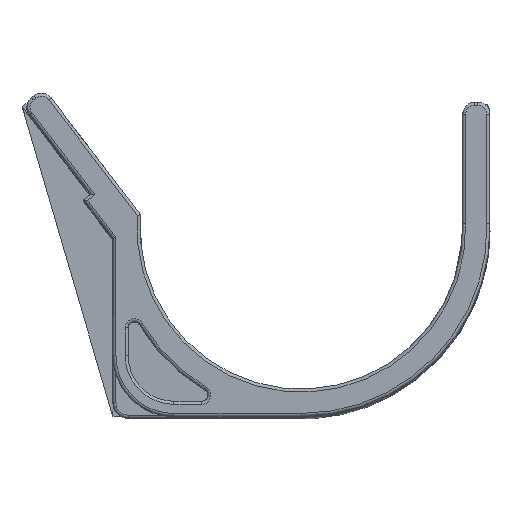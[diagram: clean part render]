
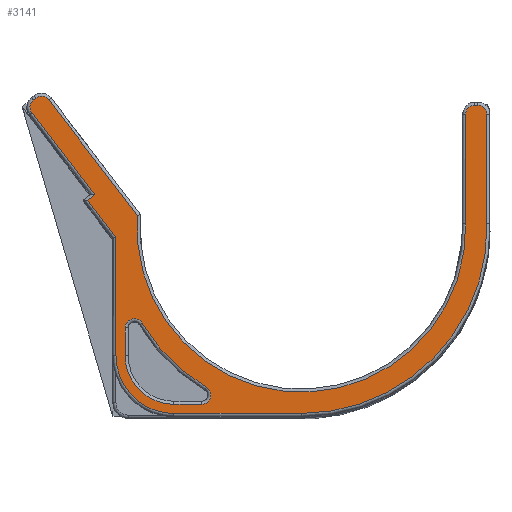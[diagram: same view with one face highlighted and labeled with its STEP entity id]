
A CAD part, top view. The second image highlights one B-rep face of the part: STEP entity #3141.
In plain terms, the highlighted planar face has unit normal (0, 0, 1).
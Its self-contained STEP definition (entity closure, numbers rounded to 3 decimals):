
#89=FACE_BOUND('',#475,.T.);
#166=PLANE('',#3421);
#289=FACE_OUTER_BOUND('',#474,.T.);
#474=EDGE_LOOP('',(#2548,#2549,#2550,#2551,#2552,#2553,#2554,#2555,#2556,
#2557,#2558,#2559,#2560,#2561,#2562,#2563,#2564));
#475=EDGE_LOOP('',(#2565,#2566,#2567,#2568,#2569,#2570));
#705=LINE('',#5789,#970);
#706=LINE('',#5812,#971);
#713=LINE('',#5834,#978);
#714=LINE('',#5838,#979);
#715=LINE('',#5842,#980);
#716=LINE('',#5846,#981);
#717=LINE('',#5850,#982);
#718=LINE('',#5854,#983);
#719=LINE('',#5856,#984);
#720=LINE('',#5858,#985);
#721=LINE('',#5860,#986);
#722=LINE('',#5864,#987);
#970=VECTOR('',#4056,10.);
#971=VECTOR('',#4085,10.);
#978=VECTOR('',#4110,10.);
#979=VECTOR('',#4113,10.);
#980=VECTOR('',#4116,10.);
#981=VECTOR('',#4119,10.);
#982=VECTOR('',#4122,10.);
#983=VECTOR('',#4125,10.);
#984=VECTOR('',#4126,10.);
#985=VECTOR('',#4127,10.);
#986=VECTOR('',#4128,10.);
#987=VECTOR('',#4131,10.);
#1158=CIRCLE('',#3401,1.5);
#1161=CIRCLE('',#3405,30.5);
#1164=CIRCLE('',#3409,1.5);
#1167=CIRCLE('',#3414,8.);
#1171=CIRCLE('',#3422,1.5);
#1172=CIRCLE('',#3423,1.5);
#1173=CIRCLE('',#3424,27.);
#1174=CIRCLE('',#3425,1.5);
#1175=CIRCLE('',#3426,1.5);
#1176=CIRCLE('',#3427,9.5);
#1177=CIRCLE('',#3428,30.5);
#1403=VERTEX_POINT('',#5782);
#1406=VERTEX_POINT('',#5787);
#1408=VERTEX_POINT('',#5792);
#1410=VERTEX_POINT('',#5798);
#1412=VERTEX_POINT('',#5804);
#1414=VERTEX_POINT('',#5810);
#1419=VERTEX_POINT('',#5832);
#1420=VERTEX_POINT('',#5833);
#1421=VERTEX_POINT('',#5835);
#1422=VERTEX_POINT('',#5837);
#1423=VERTEX_POINT('',#5839);
#1424=VERTEX_POINT('',#5841);
#1425=VERTEX_POINT('',#5843);
#1426=VERTEX_POINT('',#5845);
#1427=VERTEX_POINT('',#5847);
#1428=VERTEX_POINT('',#5849);
#1429=VERTEX_POINT('',#5851);
#1430=VERTEX_POINT('',#5853);
#1431=VERTEX_POINT('',#5855);
#1432=VERTEX_POINT('',#5857);
#1433=VERTEX_POINT('',#5859);
#1434=VERTEX_POINT('',#5861);
#1435=VERTEX_POINT('',#5863);
#1791=EDGE_CURVE('',#1406,#1403,#705,.T.);
#1793=EDGE_CURVE('',#1408,#1406,#1158,.T.);
#1796=EDGE_CURVE('',#1410,#1408,#1161,.T.);
#1799=EDGE_CURVE('',#1412,#1410,#1164,.T.);
#1802=EDGE_CURVE('',#1414,#1412,#706,.T.);
#1804=EDGE_CURVE('',#1403,#1414,#1167,.T.);
#1813=EDGE_CURVE('',#1419,#1420,#713,.T.);
#1814=EDGE_CURVE('',#1421,#1419,#1171,.T.);
#1815=EDGE_CURVE('',#1422,#1421,#714,.T.);
#1816=EDGE_CURVE('',#1423,#1422,#1172,.T.);
#1817=EDGE_CURVE('',#1424,#1423,#715,.T.);
#1818=EDGE_CURVE('',#1425,#1424,#1173,.T.);
#1819=EDGE_CURVE('',#1426,#1425,#716,.T.);
#1820=EDGE_CURVE('',#1427,#1426,#1174,.T.);
#1821=EDGE_CURVE('',#1428,#1427,#717,.T.);
#1822=EDGE_CURVE('',#1429,#1428,#1175,.T.);
#1823=EDGE_CURVE('',#1430,#1429,#718,.T.);
#1824=EDGE_CURVE('',#1431,#1430,#719,.T.);
#1825=EDGE_CURVE('',#1432,#1431,#720,.T.);
#1826=EDGE_CURVE('',#1433,#1432,#721,.T.);
#1827=EDGE_CURVE('',#1434,#1433,#1176,.T.);
#1828=EDGE_CURVE('',#1435,#1434,#722,.T.);
#1829=EDGE_CURVE('',#1420,#1435,#1177,.T.);
#2548=ORIENTED_EDGE('',*,*,#1813,.F.);
#2549=ORIENTED_EDGE('',*,*,#1814,.F.);
#2550=ORIENTED_EDGE('',*,*,#1815,.F.);
#2551=ORIENTED_EDGE('',*,*,#1816,.F.);
#2552=ORIENTED_EDGE('',*,*,#1817,.F.);
#2553=ORIENTED_EDGE('',*,*,#1818,.F.);
#2554=ORIENTED_EDGE('',*,*,#1819,.F.);
#2555=ORIENTED_EDGE('',*,*,#1820,.F.);
#2556=ORIENTED_EDGE('',*,*,#1821,.F.);
#2557=ORIENTED_EDGE('',*,*,#1822,.F.);
#2558=ORIENTED_EDGE('',*,*,#1823,.F.);
#2559=ORIENTED_EDGE('',*,*,#1824,.F.);
#2560=ORIENTED_EDGE('',*,*,#1825,.F.);
#2561=ORIENTED_EDGE('',*,*,#1826,.F.);
#2562=ORIENTED_EDGE('',*,*,#1827,.F.);
#2563=ORIENTED_EDGE('',*,*,#1828,.F.);
#2564=ORIENTED_EDGE('',*,*,#1829,.F.);
#2565=ORIENTED_EDGE('',*,*,#1791,.F.);
#2566=ORIENTED_EDGE('',*,*,#1793,.F.);
#2567=ORIENTED_EDGE('',*,*,#1796,.F.);
#2568=ORIENTED_EDGE('',*,*,#1799,.F.);
#2569=ORIENTED_EDGE('',*,*,#1802,.F.);
#2570=ORIENTED_EDGE('',*,*,#1804,.F.);
#3141=ADVANCED_FACE('',(#289,#89),#166,.F.);
#3401=AXIS2_PLACEMENT_3D('',#5794,#4061,#4062);
#3405=AXIS2_PLACEMENT_3D('',#5800,#4069,#4070);
#3409=AXIS2_PLACEMENT_3D('',#5806,#4077,#4078);
#3414=AXIS2_PLACEMENT_3D('',#5815,#4089,#4090);
#3421=AXIS2_PLACEMENT_3D('',#5831,#4108,#4109);
#3422=AXIS2_PLACEMENT_3D('',#5836,#4111,#4112);
#3423=AXIS2_PLACEMENT_3D('',#5840,#4114,#4115);
#3424=AXIS2_PLACEMENT_3D('',#5844,#4117,#4118);
#3425=AXIS2_PLACEMENT_3D('',#5848,#4120,#4121);
#3426=AXIS2_PLACEMENT_3D('',#5852,#4123,#4124);
#3427=AXIS2_PLACEMENT_3D('',#5862,#4129,#4130);
#3428=AXIS2_PLACEMENT_3D('',#5865,#4132,#4133);
#4056=DIRECTION('',(0.,-1.,0.));
#4061=DIRECTION('center_axis',(0.,0.,1.));
#4062=DIRECTION('ref_axis',(-0.267,0.964,0.));
#4069=DIRECTION('center_axis',(0.,0.,-1.));
#4070=DIRECTION('ref_axis',(-0.706,-0.708,0.));
#4077=DIRECTION('center_axis',(0.,0.,1.));
#4078=DIRECTION('ref_axis',(0.964,-0.265,0.));
#4085=DIRECTION('',(1.,0.,0.));
#4089=DIRECTION('center_axis',(0.,0.,1.));
#4090=DIRECTION('ref_axis',(-0.707,-0.707,0.));
#4108=DIRECTION('center_axis',(0.,0.,-1.));
#4109=DIRECTION('ref_axis',(-1.,0.,0.));
#4110=DIRECTION('',(0.,-1.,0.));
#4111=DIRECTION('center_axis',(0.,0.,-1.));
#4112=DIRECTION('ref_axis',(0.707,0.707,0.));
#4113=DIRECTION('',(1.,0.,0.));
#4114=DIRECTION('center_axis',(0.,0.,-1.));
#4115=DIRECTION('ref_axis',(-0.707,0.707,0.));
#4116=DIRECTION('',(0.,1.,0.));
#4117=DIRECTION('center_axis',(0.,0.,1.));
#4118=DIRECTION('ref_axis',(-0.029,-1.,0.));
#4119=DIRECTION('',(0.609,-0.793,0.));
#4120=DIRECTION('center_axis',(0.,0.,-1.));
#4121=DIRECTION('ref_axis',(0.131,0.991,0.));
#4122=DIRECTION('',(0.793,0.609,0.));
#4123=DIRECTION('center_axis',(0.,0.,-1.));
#4124=DIRECTION('ref_axis',(-0.991,0.131,0.));
#4125=DIRECTION('',(-0.609,0.793,0.));
#4126=DIRECTION('',(0.793,0.609,0.));
#4127=DIRECTION('',(-0.609,0.793,0.));
#4128=DIRECTION('',(0.,1.,0.));
#4129=DIRECTION('center_axis',(0.,0.,-1.));
#4130=DIRECTION('ref_axis',(-0.707,-0.707,0.));
#4131=DIRECTION('',(-1.,0.,0.));
#4132=DIRECTION('center_axis',(0.,0.,-1.));
#4133=DIRECTION('ref_axis',(0.715,-0.699,0.));
#5782=CARTESIAN_POINT('',(-328.791,82.89,-254.159));
#5787=CARTESIAN_POINT('',(-328.791,87.444,-254.159));
#5789=CARTESIAN_POINT('',(-328.791,91.372,-254.159));
#5792=CARTESIAN_POINT('',(-326.004,88.215,-254.159));
#5794=CARTESIAN_POINT('Origin',(-327.291,87.444,-254.159));
#5798=CARTESIAN_POINT('',(-315.437,77.679,-254.159));
#5800=CARTESIAN_POINT('Origin',(-299.84,103.89,-254.159));
#5804=CARTESIAN_POINT('',(-316.204,74.89,-254.159));
#5806=CARTESIAN_POINT('Origin',(-316.204,76.39,-254.159));
#5810=CARTESIAN_POINT('',(-320.791,74.89,-254.159));
#5812=CARTESIAN_POINT('',(-309.662,74.89,-254.159));
#5815=CARTESIAN_POINT('Origin',(-320.791,82.89,-254.159));
#5831=CARTESIAN_POINT('Origin',(-307.287,99.854,-254.159));
#5832=CARTESIAN_POINT('',(-269.348,122.52,-254.159));
#5833=CARTESIAN_POINT('',(-269.348,104.566,-254.159));
#5834=CARTESIAN_POINT('',(-269.348,102.213,-254.159));
#5835=CARTESIAN_POINT('',(-270.848,124.02,-254.159));
#5836=CARTESIAN_POINT('Origin',(-270.848,122.52,-254.159));
#5837=CARTESIAN_POINT('',(-271.348,124.02,-254.159));
#5838=CARTESIAN_POINT('',(-288.067,124.02,-254.159));
#5839=CARTESIAN_POINT('',(-272.848,122.52,-254.159));
#5840=CARTESIAN_POINT('Origin',(-271.348,122.52,-254.159));
#5841=CARTESIAN_POINT('',(-272.848,104.526,-254.159));
#5842=CARTESIAN_POINT('',(-272.848,112.187,-254.159));
#5843=CARTESIAN_POINT('',(-326.764,105.927,-254.159));
#5844=CARTESIAN_POINT('Origin',(-299.84,103.89,-254.159));
#5845=CARTESIAN_POINT('',(-341.342,124.926,-254.159));
#5846=CARTESIAN_POINT('',(-321.63,99.236,-254.159));
#5847=CARTESIAN_POINT('',(-343.445,125.203,-254.159));
#5848=CARTESIAN_POINT('Origin',(-342.532,124.013,-254.159));
#5849=CARTESIAN_POINT('',(-343.842,124.899,-254.159));
#5850=CARTESIAN_POINT('',(-337.394,129.846,-254.159));
#5851=CARTESIAN_POINT('',(-344.119,122.796,-254.159));
#5852=CARTESIAN_POINT('Origin',(-342.929,123.709,-254.159));
#5853=CARTESIAN_POINT('',(-333.77,109.309,-254.159));
#5854=CARTESIAN_POINT('',(-332.363,107.475,-254.159));
#5855=CARTESIAN_POINT('',(-334.96,108.396,-254.159));
#5856=CARTESIAN_POINT('',(-327.917,113.8,-254.159));
#5857=CARTESIAN_POINT('',(-330.291,102.311,-254.159));
#5858=CARTESIAN_POINT('',(-327.922,99.223,-254.159));
#5859=CARTESIAN_POINT('',(-330.291,82.89,-254.159));
#5860=CARTESIAN_POINT('',(-330.291,100.997,-254.159));
#5861=CARTESIAN_POINT('',(-320.791,73.39,-254.159));
#5862=CARTESIAN_POINT('Origin',(-320.791,82.89,-254.159));
#5863=CARTESIAN_POINT('',(-299.84,73.39,-254.159));
#5864=CARTESIAN_POINT('',(-314.039,73.39,-254.159));
#5865=CARTESIAN_POINT('Origin',(-299.84,103.89,-254.159));
